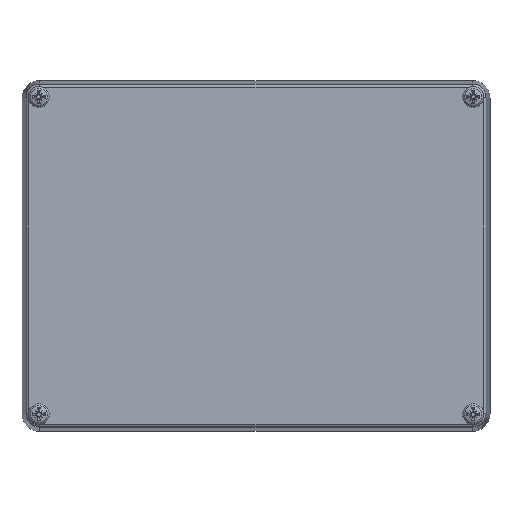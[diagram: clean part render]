
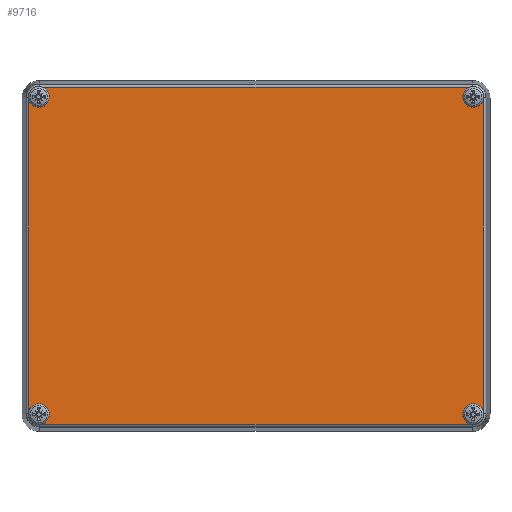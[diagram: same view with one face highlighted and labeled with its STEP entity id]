
A CAD part, top view. The second image highlights one B-rep face of the part: STEP entity #9716.
In plain terms, the highlighted face is planar.
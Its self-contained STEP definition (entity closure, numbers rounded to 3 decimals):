
#9057=CARTESIAN_POINT('',(72.986,-57.621,-80.0));
#9058=VERTEX_POINT('',#9057);
#9070=CARTESIAN_POINT('',(77.621,-52.986,-80.0));
#9071=VERTEX_POINT('',#9070);
#9072=CARTESIAN_POINT('',(74.25,-54.25,-80.0));
#9073=DIRECTION('',(0.0,0.0,1.0));
#9074=DIRECTION('',(1.0,0.0,0.0));
#9075=AXIS2_PLACEMENT_3D('',#9072,#9073,#9074);
#9076=CIRCLE('',#9075,3.6);
#9077=EDGE_CURVE('',#9071,#9058,#9076,.T.);
#9137=CARTESIAN_POINT('',(72.986,57.621,-80.0));
#9138=VERTEX_POINT('',#9137);
#9167=CARTESIAN_POINT('',(77.621,52.986,-80.0));
#9168=VERTEX_POINT('',#9167);
#9178=CARTESIAN_POINT('',(74.25,54.25,-80.0));
#9179=DIRECTION('',(0.0,0.0,1.0));
#9180=DIRECTION('',(1.0,0.0,0.0));
#9181=AXIS2_PLACEMENT_3D('',#9178,#9179,#9180);
#9182=CIRCLE('',#9181,3.6);
#9183=EDGE_CURVE('',#9138,#9168,#9182,.T.);
#9215=CARTESIAN_POINT('',(-77.621,52.986,-80.0));
#9216=VERTEX_POINT('',#9215);
#9245=CARTESIAN_POINT('',(-72.986,57.621,-80.0));
#9246=VERTEX_POINT('',#9245);
#9256=CARTESIAN_POINT('',(-74.25,54.25,-80.0));
#9257=DIRECTION('',(0.0,0.0,1.0));
#9258=DIRECTION('',(1.0,0.0,0.0));
#9259=AXIS2_PLACEMENT_3D('',#9256,#9257,#9258);
#9260=CIRCLE('',#9259,3.6);
#9261=EDGE_CURVE('',#9216,#9246,#9260,.T.);
#9291=CARTESIAN_POINT('',(-77.621,-52.986,-80.0));
#9292=VERTEX_POINT('',#9291);
#9304=CARTESIAN_POINT('',(-72.986,-57.621,-80.0));
#9305=VERTEX_POINT('',#9304);
#9306=CARTESIAN_POINT('',(-74.25,-54.25,-80.0));
#9307=DIRECTION('',(0.0,0.0,1.0));
#9308=DIRECTION('',(1.0,0.0,0.0));
#9309=AXIS2_PLACEMENT_3D('',#9306,#9307,#9308);
#9310=CIRCLE('',#9309,3.6);
#9311=EDGE_CURVE('',#9305,#9292,#9310,.T.);
#9404=CARTESIAN_POINT('',(77.621,-52.986,-80.0));
#9405=DIRECTION('',(0.0,1.0,0.0));
#9406=VECTOR('',#9405,105.973);
#9407=LINE('',#9404,#9406);
#9408=EDGE_CURVE('',#9071,#9168,#9407,.T.);
#9436=CARTESIAN_POINT('',(-77.621,52.986,-80.0));
#9437=DIRECTION('',(0.0,-1.0,0.0));
#9438=VECTOR('',#9437,105.973);
#9439=LINE('',#9436,#9438);
#9440=EDGE_CURVE('',#9216,#9292,#9439,.T.);
#9511=CARTESIAN_POINT('',(-72.986,-57.621,-80.0));
#9512=DIRECTION('',(1.0,0.0,0.0));
#9513=VECTOR('',#9512,145.973);
#9514=LINE('',#9511,#9513);
#9515=EDGE_CURVE('',#9305,#9058,#9514,.T.);
#9552=CARTESIAN_POINT('',(72.986,57.621,-80.0));
#9553=DIRECTION('',(-1.0,0.0,0.0));
#9554=VECTOR('',#9553,145.973);
#9555=LINE('',#9552,#9554);
#9556=EDGE_CURVE('',#9138,#9246,#9555,.T.);
#9701=CARTESIAN_POINT('',(0.,0.,-80.0));
#9702=DIRECTION('',(0.0,0.0,1.0));
#9703=DIRECTION('',(1.0,0.0,0.0));
#9704=AXIS2_PLACEMENT_3D('',#9701,#9702,#9703);
#9705=PLANE('',#9704);
#9706=ORIENTED_EDGE('',*,*,#9077,.T.);
#9707=ORIENTED_EDGE('',*,*,#9515,.F.);
#9708=ORIENTED_EDGE('',*,*,#9311,.T.);
#9709=ORIENTED_EDGE('',*,*,#9440,.F.);
#9710=ORIENTED_EDGE('',*,*,#9261,.T.);
#9711=ORIENTED_EDGE('',*,*,#9556,.F.);
#9712=ORIENTED_EDGE('',*,*,#9183,.T.);
#9713=ORIENTED_EDGE('',*,*,#9408,.F.);
#9714=EDGE_LOOP('',(#9706,#9707,#9708,#9709,#9710,#9711,#9712,#9713));
#9715=FACE_OUTER_BOUND('',#9714,.T.);
#9716=ADVANCED_FACE('',(#9715),#9705,.F.);
